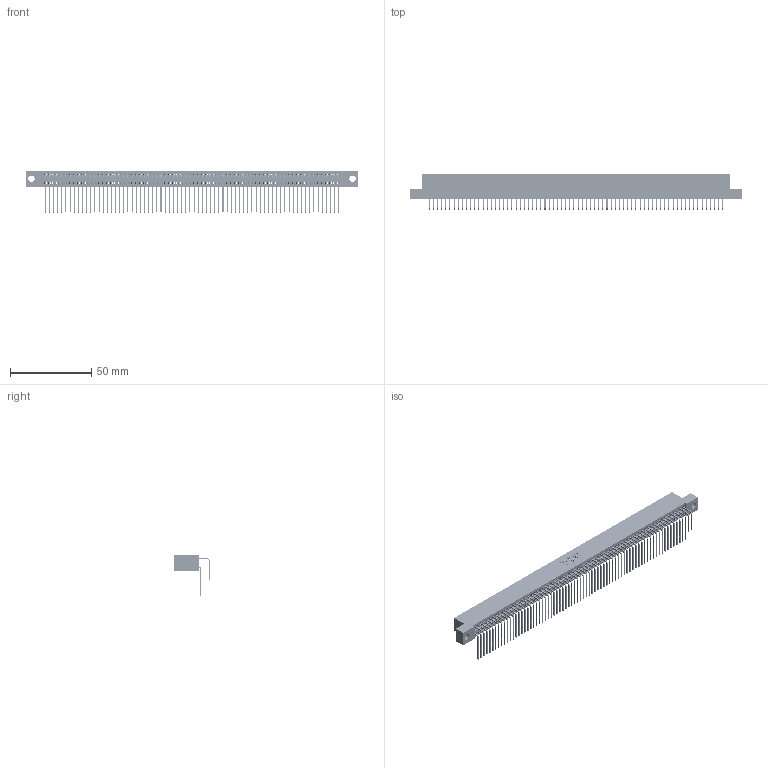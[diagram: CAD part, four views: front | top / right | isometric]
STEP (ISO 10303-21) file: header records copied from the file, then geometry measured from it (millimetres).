
FILE_DESCRIPTION (( 'STEP AP203' ), '1' );
FILE_NAME ('395-144-558-204.STEP', '2018-12-06T10:28:13', ( '' ), ( '' ), 'SwSTEP 2.0', 'SolidWorks 2016', '' );
FILE_SCHEMA (( 'CONFIG_CONTROL_DESIGN' ));
Length unit declared in the file: inch
Products named in the file (4): 345-292-001_558 559 Tail - 1; 395-144-558-204; 345 Part_Flush Mounting Lugs - 0.156 Dia-TH; 345-292-001_558 Tail - 2
Assembly tree (145 placements, depth 2):
  395-144-558-204
    345 Part_Flush Mounting Lugs - 0.156 Dia-TH
    345-292-001_558 559 Tail - 1  x72
    345-292-001_558 Tail - 2  x72
Bounding box: 204.09 x 21.83 x 25.53 mm (x, y, z)
Volume: 20846.7 mm3; surface area: 35117.4 mm2
Topology: 145 solids, 145 shells, 7614 faces, 22661 edges, 14914 vertices
Faces by surface type: plane 5120, cylinder 2494
Entity records: 54109 total; most frequent: CARTESIAN_POINT 9087, ORIENTED_EDGE 8970, DIRECTION 7949, EDGE_CURVE 4485, LINE 4025, VECTOR 4025, VERTEX_POINT 2986, AXIS2_PLACEMENT_3D 1962
